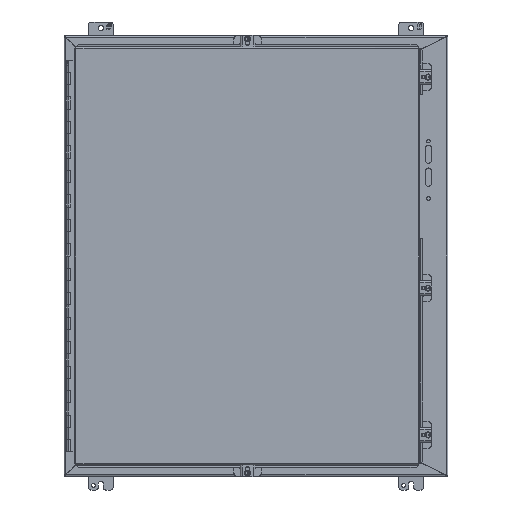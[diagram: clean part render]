
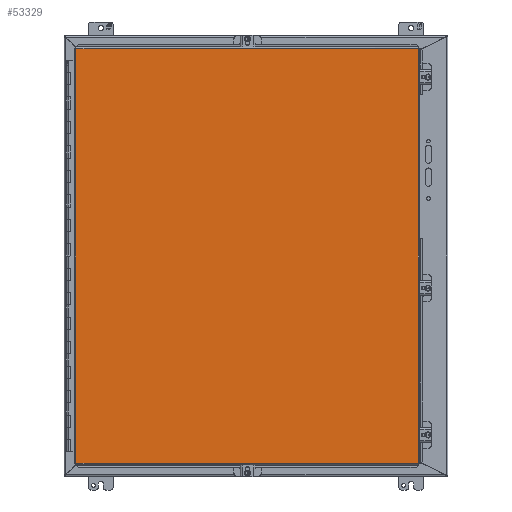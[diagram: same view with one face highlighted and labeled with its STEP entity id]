
A CAD part, front view. The second image highlights one B-rep face of the part: STEP entity #53329.
In plain terms, the highlighted planar face has unit normal (0, -1, 0).
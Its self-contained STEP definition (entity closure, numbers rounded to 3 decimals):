
#1992 = PLANE ( 'NONE',  #29205 ) ;
#5098 = LINE ( 'NONE', #56499, #20082 ) ;
#5678 = CARTESIAN_POINT ( 'NONE',  ( -14.838, -9.21, 16.955 ) ) ;
#6525 = CARTESIAN_POINT ( 'NONE',  ( 13.242, -9.21, 16.954 ) ) ;
#7743 = ORIENTED_EDGE ( 'NONE', *, *, #8160, .T. ) ;
#8160 = EDGE_CURVE ( 'NONE', #39792, #56193, #37663, .T. ) ;
#9185 = VECTOR ( 'NONE', #51580, 39.37 ) ;
#13030 = CARTESIAN_POINT ( 'NONE',  ( 13.242, -9.21, -16.954 ) ) ;
#13796 = VERTEX_POINT ( 'NONE', #26463 ) ;
#15327 = VECTOR ( 'NONE', #38761, 39.37 ) ;
#15508 = DIRECTION ( 'NONE',  ( 1., 0., 0. ) ) ;
#19466 = CARTESIAN_POINT ( 'NONE',  ( -14.73, -9.21, -16.954 ) ) ;
#19576 = EDGE_CURVE ( 'NONE', #56193, #13796, #32891, .T. ) ;
#19786 = ORIENTED_EDGE ( 'NONE', *, *, #51314, .T. ) ;
#20082 = VECTOR ( 'NONE', #15508, 39.37 ) ;
#24599 = ORIENTED_EDGE ( 'NONE', *, *, #19576, .T. ) ;
#25694 = VERTEX_POINT ( 'NONE', #19466 ) ;
#26463 = CARTESIAN_POINT ( 'NONE',  ( -14.73, -9.21, 16.955 ) ) ;
#28976 = CARTESIAN_POINT ( 'NONE',  ( -14.73, -9.21, -17.063 ) ) ;
#29205 = AXIS2_PLACEMENT_3D ( 'NONE', #34388, #30131, #38047 ) ;
#30131 = DIRECTION ( 'NONE',  ( 0., -1., 0. ) ) ;
#32891 = LINE ( 'NONE', #5678, #9185 ) ;
#34174 = LINE ( 'NONE', #28976, #15327 ) ;
#34388 = CARTESIAN_POINT ( 'NONE',  ( -14.838, -9.21, -17.063 ) ) ;
#37663 = LINE ( 'NONE', #42877, #58407 ) ;
#38047 = DIRECTION ( 'NONE',  ( 0., 0., -1. ) ) ;
#38761 = DIRECTION ( 'NONE',  ( 0., 0., -1. ) ) ;
#39792 = VERTEX_POINT ( 'NONE', #13030 ) ;
#42877 = CARTESIAN_POINT ( 'NONE',  ( 13.242, -9.21, -17.063 ) ) ;
#50045 = EDGE_CURVE ( 'NONE', #25694, #39792, #5098, .T. ) ;
#51314 = EDGE_CURVE ( 'NONE', #13796, #25694, #34174, .T. ) ;
#51580 = DIRECTION ( 'NONE',  ( -1., 0., 0. ) ) ;
#52894 = ORIENTED_EDGE ( 'NONE', *, *, #50045, .T. ) ;
#53329 = ADVANCED_FACE ( 'NONE', ( #57945 ), #1992, .T. ) ;
#55646 = EDGE_LOOP ( 'NONE', ( #19786, #52894, #7743, #24599 ) ) ;
#56193 = VERTEX_POINT ( 'NONE', #6525 ) ;
#56339 = DIRECTION ( 'NONE',  ( 0., 0., 1. ) ) ;
#56499 = CARTESIAN_POINT ( 'NONE',  ( -14.838, -9.21, -16.954 ) ) ;
#57945 = FACE_OUTER_BOUND ( 'NONE', #55646, .T. ) ;
#58407 = VECTOR ( 'NONE', #56339, 39.37 ) ;
